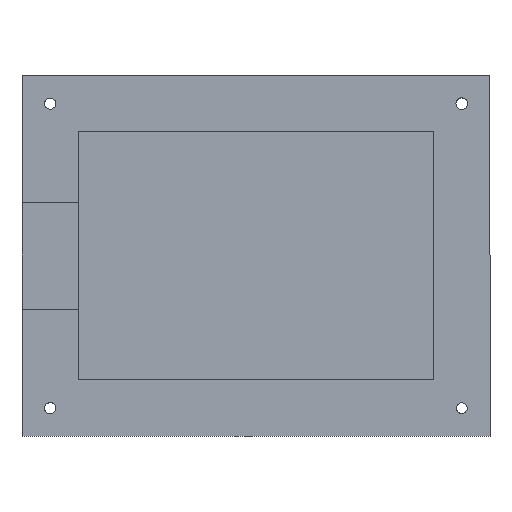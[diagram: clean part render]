
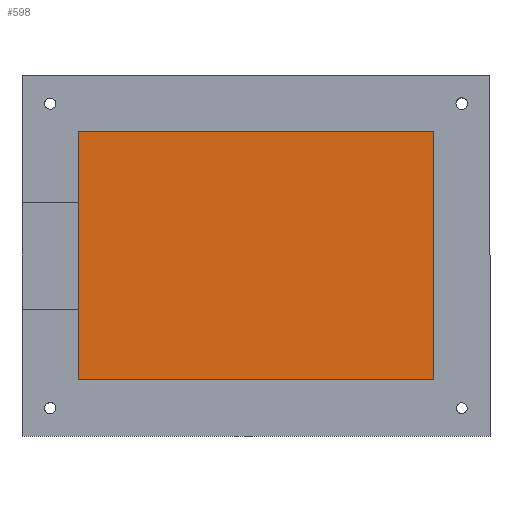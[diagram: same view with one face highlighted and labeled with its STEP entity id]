
A CAD part, top view. The second image highlights one B-rep face of the part: STEP entity #598.
In plain terms, the highlighted planar face has unit normal (0, 0, 1).
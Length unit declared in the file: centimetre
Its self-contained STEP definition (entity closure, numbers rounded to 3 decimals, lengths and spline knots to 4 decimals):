
#26 = CARTESIAN_POINT ( 'NONE',  ( -2.1309, 1.9632, 0.3 ) ) ;
#38 = DIRECTION ( 'NONE',  ( 0., 1., 0. ) ) ;
#83 = CARTESIAN_POINT ( 'NONE',  ( 4.1691, -2.4368, 0.3 ) ) ;
#108 = DIRECTION ( 'NONE',  ( 1., 0., 0. ) ) ;
#112 = EDGE_CURVE ( 'NONE', #1097, #179, #1498, .T. ) ;
#179 = VERTEX_POINT ( 'NONE', #769 ) ;
#202 = CARTESIAN_POINT ( 'NONE',  ( 4.1691, 1.9632, 0.3 ) ) ;
#203 = CARTESIAN_POINT ( 'NONE',  ( 4.1691, -2.4368, 0.3 ) ) ;
#226 = FACE_OUTER_BOUND ( 'NONE', #1495, .T. ) ;
#266 = ORIENTED_EDGE ( 'NONE', *, *, #543, .F. ) ;
#284 = ORIENTED_EDGE ( 'NONE', *, *, #112, .F. ) ;
#285 = ORIENTED_EDGE ( 'NONE', *, *, #1151, .F. ) ;
#308 = VECTOR ( 'NONE', #373, 100. ) ;
#318 = DIRECTION ( 'NONE',  ( -1., 0., 0. ) ) ;
#349 = VECTOR ( 'NONE', #108, 100. ) ;
#359 = VECTOR ( 'NONE', #38, 100. ) ;
#373 = DIRECTION ( 'NONE',  ( 0., -1., 0. ) ) ;
#420 = ORIENTED_EDGE ( 'NONE', *, *, #624, .F. ) ;
#441 = VECTOR ( 'NONE', #1291, 100. ) ;
#543 = EDGE_CURVE ( 'NONE', #1395, #1097, #1422, .T. ) ;
#573 = CARTESIAN_POINT ( 'NONE',  ( 4.1691, 1.9632, 0.3 ) ) ;
#598 = ADVANCED_FACE ( 'NONE', ( #226 ), #1061, .F. ) ;
#624 = EDGE_CURVE ( 'NONE', #179, #940, #698, .T. ) ;
#625 = LINE ( 'NONE', #1341, #308 ) ;
#698 = LINE ( 'NONE', #202, #349 ) ;
#769 = CARTESIAN_POINT ( 'NONE',  ( -2.1309, 1.9632, 0.3 ) ) ;
#855 = CARTESIAN_POINT ( 'NONE',  ( -2.1309, -2.4368, 0.3 ) ) ;
#928 = CARTESIAN_POINT ( 'NONE',  ( 0., 0., 0.3 ) ) ;
#940 = VERTEX_POINT ( 'NONE', #573 ) ;
#971 = AXIS2_PLACEMENT_3D ( 'NONE', #928, #1307, #318 ) ;
#1061 = PLANE ( 'NONE',  #971 ) ;
#1097 = VERTEX_POINT ( 'NONE', #855 ) ;
#1151 = EDGE_CURVE ( 'NONE', #940, #1395, #625, .T. ) ;
#1291 = DIRECTION ( 'NONE',  ( -1., 0., 0. ) ) ;
#1307 = DIRECTION ( 'NONE',  ( 0., 0., -1. ) ) ;
#1341 = CARTESIAN_POINT ( 'NONE',  ( 4.1691, 1.9632, 0.3 ) ) ;
#1395 = VERTEX_POINT ( 'NONE', #203 ) ;
#1422 = LINE ( 'NONE', #83, #441 ) ;
#1495 = EDGE_LOOP ( 'NONE', ( #285, #420, #284, #266 ) ) ;
#1498 = LINE ( 'NONE', #26, #359 ) ;
